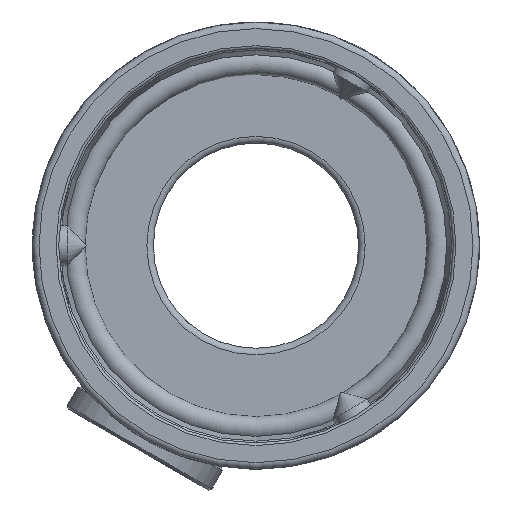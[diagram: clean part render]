
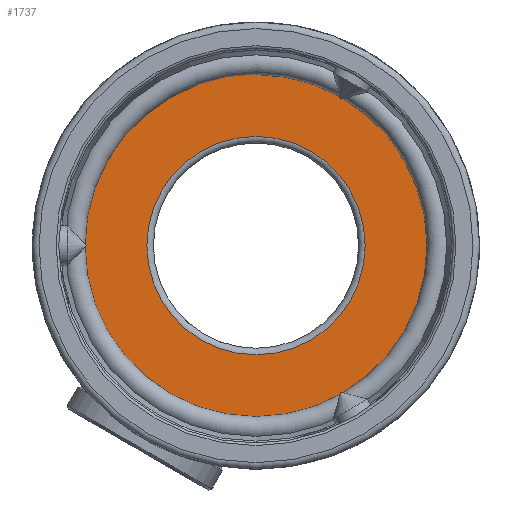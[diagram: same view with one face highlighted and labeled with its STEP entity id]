
A CAD part, left-side view. The second image highlights one B-rep face of the part: STEP entity #1737.
In plain terms, the highlighted planar face has unit normal (-1, 0, 0).
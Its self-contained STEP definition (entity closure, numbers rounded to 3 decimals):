
#60=FACE_BOUND('',#315,.T.);
#107=PLANE('',#1926);
#211=FACE_OUTER_BOUND('',#314,.T.);
#314=EDGE_LOOP('',(#1410,#1411));
#315=EDGE_LOOP('',(#1412,#1413));
#605=CIRCLE('',#1910,14.5);
#606=CIRCLE('',#1911,14.5);
#614=CIRCLE('',#1923,8.3);
#615=CIRCLE('',#1924,8.3);
#775=VERTEX_POINT('',#3013);
#776=VERTEX_POINT('',#3015);
#784=VERTEX_POINT('',#3072);
#785=VERTEX_POINT('',#3074);
#995=EDGE_CURVE('',#776,#775,#605,.T.);
#996=EDGE_CURVE('',#775,#776,#606,.T.);
#1007=EDGE_CURVE('',#784,#785,#614,.T.);
#1008=EDGE_CURVE('',#785,#784,#615,.T.);
#1410=ORIENTED_EDGE('',*,*,#995,.T.);
#1411=ORIENTED_EDGE('',*,*,#996,.T.);
#1412=ORIENTED_EDGE('',*,*,#1008,.F.);
#1413=ORIENTED_EDGE('',*,*,#1007,.F.);
#1737=ADVANCED_FACE('',(#211,#60),#107,.T.);
#1910=AXIS2_PLACEMENT_3D('',#3016,#2325,#2326);
#1911=AXIS2_PLACEMENT_3D('',#3017,#2327,#2328);
#1923=AXIS2_PLACEMENT_3D('',#3075,#2352,#2353);
#1924=AXIS2_PLACEMENT_3D('',#3076,#2354,#2355);
#1926=AXIS2_PLACEMENT_3D('',#3078,#2358,#2359);
#2325=DIRECTION('center_axis',(-1.,0.,0.));
#2326=DIRECTION('ref_axis',(0.,-0.5,0.866));
#2327=DIRECTION('center_axis',(-1.,0.,0.));
#2328=DIRECTION('ref_axis',(0.,-0.5,0.866));
#2352=DIRECTION('center_axis',(-1.,0.,0.));
#2353=DIRECTION('ref_axis',(0.,-0.866,-0.5));
#2354=DIRECTION('center_axis',(-1.,0.,0.));
#2355=DIRECTION('ref_axis',(0.,-0.866,-0.5));
#2358=DIRECTION('center_axis',(-1.,0.,0.));
#2359=DIRECTION('ref_axis',(0.,-0.5,0.866));
#3013=CARTESIAN_POINT('',(40.5,-12.557,-7.25));
#3015=CARTESIAN_POINT('',(40.5,12.557,7.25));
#3016=CARTESIAN_POINT('Origin',(40.5,0.,0.));
#3017=CARTESIAN_POINT('Origin',(40.5,0.,0.));
#3072=CARTESIAN_POINT('',(40.5,4.15,-7.188));
#3074=CARTESIAN_POINT('',(40.5,7.188,4.15));
#3075=CARTESIAN_POINT('Origin',(40.5,0.,0.));
#3076=CARTESIAN_POINT('Origin',(40.5,0.,0.));
#3078=CARTESIAN_POINT('Origin',(40.5,6.755,3.9));
